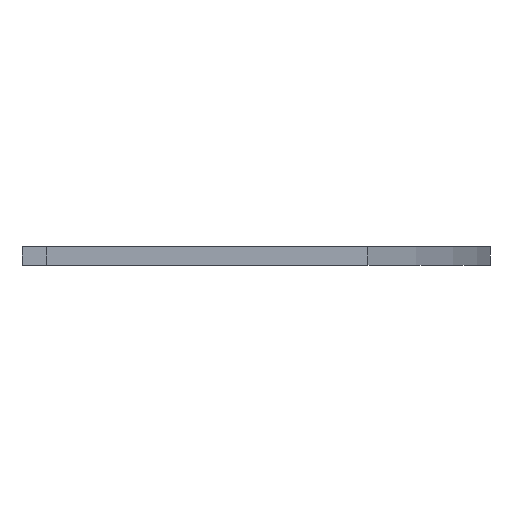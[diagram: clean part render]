
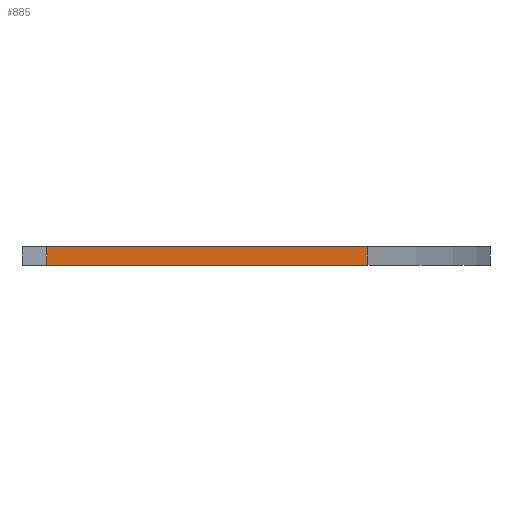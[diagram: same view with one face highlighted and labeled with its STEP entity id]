
A CAD part, left-side view. The second image highlights one B-rep face of the part: STEP entity #885.
In plain terms, the highlighted planar face has unit normal (-1, 0, 0).
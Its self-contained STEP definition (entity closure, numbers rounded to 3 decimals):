
#78 = VERTEX_POINT ( 'NONE', #516 ) ;
#110 = VERTEX_POINT ( 'NONE', #944 ) ;
#125 = EDGE_LOOP ( 'NONE', ( #599, #265, #733, #860 ) ) ;
#132 = CARTESIAN_POINT ( 'NONE',  ( -32.5, -47.434, 0.75 ) ) ;
#159 = DIRECTION ( 'NONE',  ( 0., -1., 0. ) ) ;
#162 = VECTOR ( 'NONE', #669, 1000. ) ;
#265 = ORIENTED_EDGE ( 'NONE', *, *, #1076, .F. ) ;
#366 = CARTESIAN_POINT ( 'NONE',  ( -32.5, -21.25, 0.75 ) ) ;
#367 = EDGE_CURVE ( 'NONE', #815, #78, #869, .T. ) ;
#411 = CARTESIAN_POINT ( 'NONE',  ( -32.5, -21.25, -0.75 ) ) ;
#413 = VERTEX_POINT ( 'NONE', #948 ) ;
#477 = LINE ( 'NONE', #132, #804 ) ;
#498 = FACE_OUTER_BOUND ( 'NONE', #125, .T. ) ;
#516 = CARTESIAN_POINT ( 'NONE',  ( -32.5, -47.434, -0.75 ) ) ;
#538 = LINE ( 'NONE', #1053, #549 ) ;
#544 = EDGE_CURVE ( 'NONE', #413, #815, #538, .T. ) ;
#549 = VECTOR ( 'NONE', #894, 1000. ) ;
#590 = DIRECTION ( 'NONE',  ( 0., 0., -1. ) ) ;
#599 = ORIENTED_EDGE ( 'NONE', *, *, #367, .T. ) ;
#608 = CARTESIAN_POINT ( 'NONE',  ( -32.5, -21.25, -0.75 ) ) ;
#638 = AXIS2_PLACEMENT_3D ( 'NONE', #366, #913, #1075 ) ;
#669 = DIRECTION ( 'NONE',  ( 0., -1., 0. ) ) ;
#686 = VECTOR ( 'NONE', #159, 1000. ) ;
#718 = PLANE ( 'NONE',  #638 ) ;
#733 = ORIENTED_EDGE ( 'NONE', *, *, #1047, .F. ) ;
#804 = VECTOR ( 'NONE', #590, 1000. ) ;
#815 = VERTEX_POINT ( 'NONE', #608 ) ;
#859 = CARTESIAN_POINT ( 'NONE',  ( -32.5, -21.25, 0.75 ) ) ;
#860 = ORIENTED_EDGE ( 'NONE', *, *, #544, .T. ) ;
#869 = LINE ( 'NONE', #411, #686 ) ;
#885 = ADVANCED_FACE ( 'NONE', ( #498 ), #718, .F. ) ;
#894 = DIRECTION ( 'NONE',  ( 0., 0., -1. ) ) ;
#913 = DIRECTION ( 'NONE',  ( 1., 0., 0. ) ) ;
#917 = LINE ( 'NONE', #859, #162 ) ;
#944 = CARTESIAN_POINT ( 'NONE',  ( -32.5, -47.434, 0.75 ) ) ;
#948 = CARTESIAN_POINT ( 'NONE',  ( -32.5, -21.25, 0.75 ) ) ;
#1047 = EDGE_CURVE ( 'NONE', #413, #110, #917, .T. ) ;
#1053 = CARTESIAN_POINT ( 'NONE',  ( -32.5, -21.25, 0.75 ) ) ;
#1075 = DIRECTION ( 'NONE',  ( 0., 0., -1. ) ) ;
#1076 = EDGE_CURVE ( 'NONE', #110, #78, #477, .T. ) ;
